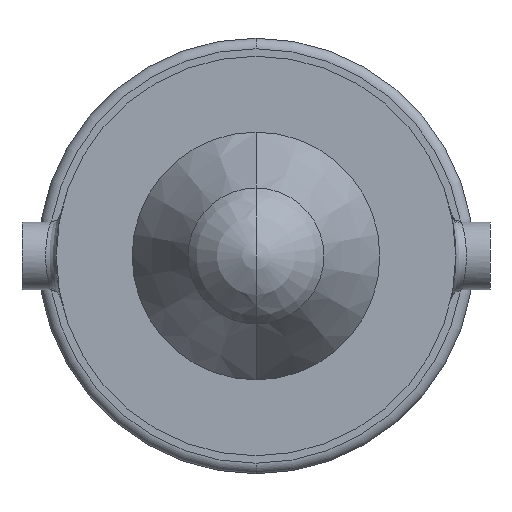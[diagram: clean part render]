
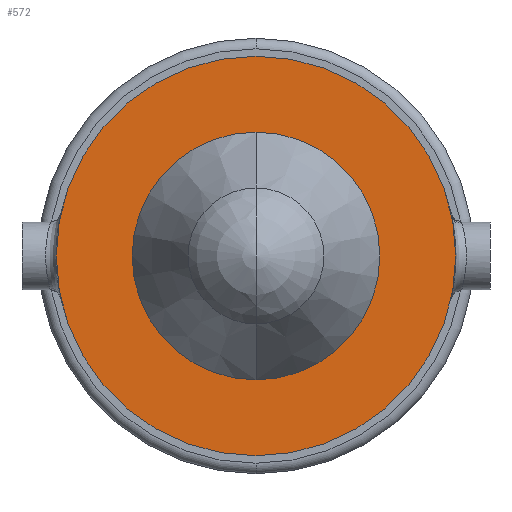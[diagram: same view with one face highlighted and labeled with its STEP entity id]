
A CAD part, front view. The second image highlights one B-rep face of the part: STEP entity #572.
In plain terms, the highlighted planar face has unit normal (0, -1, 0).
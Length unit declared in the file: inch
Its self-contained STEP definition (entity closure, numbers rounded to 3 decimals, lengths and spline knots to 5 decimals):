
#58 = AXIS2_PLACEMENT_3D ( 'NONE', #1430, #170, #939 ) ;
#170 = DIRECTION ( 'NONE',  ( 0., 1., 0. ) ) ;
#180 = AXIS2_PLACEMENT_3D ( 'NONE', #1558, #1190, #681 ) ;
#192 = ORIENTED_EDGE ( 'NONE', *, *, #1272, .T. ) ;
#209 = ORIENTED_EDGE ( 'NONE', *, *, #1149, .F. ) ;
#263 = CARTESIAN_POINT ( 'NONE',  ( 0., 0., 0.18956 ) ) ;
#321 = PLANE ( 'NONE',  #1127 ) ;
#450 = DIRECTION ( 'NONE',  ( 0., -1., 0. ) ) ;
#456 = DIRECTION ( 'NONE',  ( 0., 0., 1. ) ) ;
#463 = CARTESIAN_POINT ( 'NONE',  ( 0., 0., 0. ) ) ;
#476 = AXIS2_PLACEMENT_3D ( 'NONE', #580, #1208, #456 ) ;
#572 = ADVANCED_FACE ( 'NONE', ( #1310, #989 ), #321, .T. ) ;
#580 = CARTESIAN_POINT ( 'NONE',  ( 0., 0., 0. ) ) ;
#681 = DIRECTION ( 'NONE',  ( 0., 0., 1. ) ) ;
#723 = AXIS2_PLACEMENT_3D ( 'NONE', #1368, #1498, #846 ) ;
#785 = EDGE_LOOP ( 'NONE', ( #1541, #209 ) ) ;
#817 = CIRCLE ( 'NONE', #723, 0.11754 ) ;
#846 = DIRECTION ( 'NONE',  ( 0., 0., 1. ) ) ;
#939 = DIRECTION ( 'NONE',  ( 0., 0., 1. ) ) ;
#957 = EDGE_CURVE ( 'NONE', #1598, #1173, #1107, .T. ) ;
#989 = FACE_OUTER_BOUND ( 'NONE', #785, .T. ) ;
#1107 = CIRCLE ( 'NONE', #180, 0.11754 ) ;
#1127 = AXIS2_PLACEMENT_3D ( 'NONE', #463, #450, #1319 ) ;
#1149 = EDGE_CURVE ( 'NONE', #1456, #1546, #1610, .T. ) ;
#1173 = VERTEX_POINT ( 'NONE', #1215 ) ;
#1190 = DIRECTION ( 'NONE',  ( 0., 1., 0. ) ) ;
#1208 = DIRECTION ( 'NONE',  ( 0., 1., 0. ) ) ;
#1215 = CARTESIAN_POINT ( 'NONE',  ( 0., 0., -0.11754 ) ) ;
#1272 = EDGE_CURVE ( 'NONE', #1173, #1598, #817, .T. ) ;
#1310 = FACE_BOUND ( 'NONE', #1332, .T. ) ;
#1316 = EDGE_CURVE ( 'NONE', #1546, #1456, #1512, .T. ) ;
#1319 = DIRECTION ( 'NONE',  ( 0., 0., -1. ) ) ;
#1332 = EDGE_LOOP ( 'NONE', ( #1560, #192 ) ) ;
#1368 = CARTESIAN_POINT ( 'NONE',  ( 0., 0., 0. ) ) ;
#1430 = CARTESIAN_POINT ( 'NONE',  ( 0., 0., 0. ) ) ;
#1456 = VERTEX_POINT ( 'NONE', #1503 ) ;
#1491 = CARTESIAN_POINT ( 'NONE',  ( 0., 0., 0.11754 ) ) ;
#1498 = DIRECTION ( 'NONE',  ( 0., 1., 0. ) ) ;
#1503 = CARTESIAN_POINT ( 'NONE',  ( 0., 0., -0.18956 ) ) ;
#1512 = CIRCLE ( 'NONE', #58, 0.18956 ) ;
#1541 = ORIENTED_EDGE ( 'NONE', *, *, #1316, .F. ) ;
#1546 = VERTEX_POINT ( 'NONE', #263 ) ;
#1558 = CARTESIAN_POINT ( 'NONE',  ( 0., 0., 0. ) ) ;
#1560 = ORIENTED_EDGE ( 'NONE', *, *, #957, .T. ) ;
#1598 = VERTEX_POINT ( 'NONE', #1491 ) ;
#1610 = CIRCLE ( 'NONE', #476, 0.18956 ) ;
